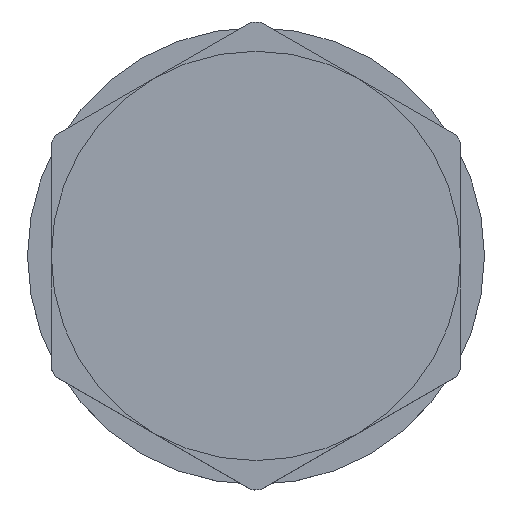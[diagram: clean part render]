
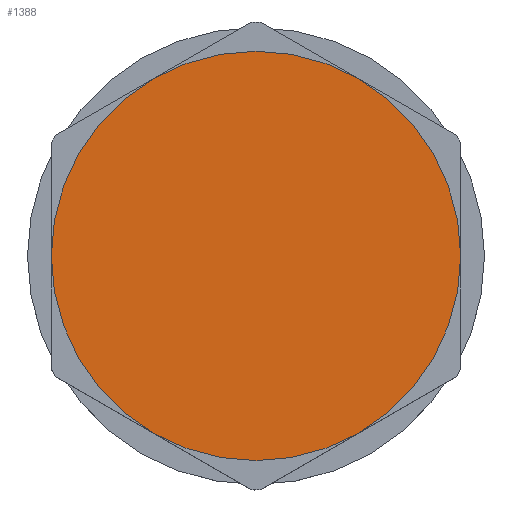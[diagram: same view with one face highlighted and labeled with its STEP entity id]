
A CAD part, top view. The second image highlights one B-rep face of the part: STEP entity #1388.
In plain terms, the highlighted planar face has unit normal (0, 0, 1).
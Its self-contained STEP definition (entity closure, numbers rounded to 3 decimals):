
#1339=AXIS2_PLACEMENT_3D('Circle Axis2P3D',#1337,#1338,$) ;
#1366=AXIS2_PLACEMENT_3D('Circle Axis2P3D',#1364,#1365,$) ;
#1382=AXIS2_PLACEMENT_3D('Plane Axis2P3D',#1379,#1380,#1381) ;
#1334=CARTESIAN_POINT('Vertex',(8.625,28.124,15.8)) ;
#1337=CARTESIAN_POINT('Axis2P3D Location',(15.625,16.,15.8)) ;
#1341=CARTESIAN_POINT('Vertex',(22.625,3.876,15.8)) ;
#1364=CARTESIAN_POINT('Axis2P3D Location',(15.625,16.,15.8)) ;
#1379=CARTESIAN_POINT('Axis2P3D Location',(15.625,16.,15.8)) ;
#1338=DIRECTION('Axis2P3D Direction',(0.,0.,1.)) ;
#1365=DIRECTION('Axis2P3D Direction',(0.,0.,1.)) ;
#1380=DIRECTION('Axis2P3D Direction',(0.,0.,1.)) ;
#1381=DIRECTION('Axis2P3D XDirection',(0.5,-0.866,0.)) ;
#1385=ORIENTED_EDGE('',*,*,#1343,.T.) ;
#1386=ORIENTED_EDGE('',*,*,#1368,.T.) ;
#1388=ADVANCED_FACE('PartBody',(#1387),#1383,.T.) ;
#1340=CIRCLE('generated circle',#1339,14.) ;
#1367=CIRCLE('generated circle',#1366,14.) ;
#1343=EDGE_CURVE('',#1342,#1335,#1340,.T.) ;
#1368=EDGE_CURVE('',#1335,#1342,#1367,.T.) ;
#1384=EDGE_LOOP('',(#1385,#1386)) ;
#1387=FACE_OUTER_BOUND('',#1384,.T.) ;
#1383=PLANE('',#1382) ;
#1335=VERTEX_POINT('',#1334) ;
#1342=VERTEX_POINT('',#1341) ;
